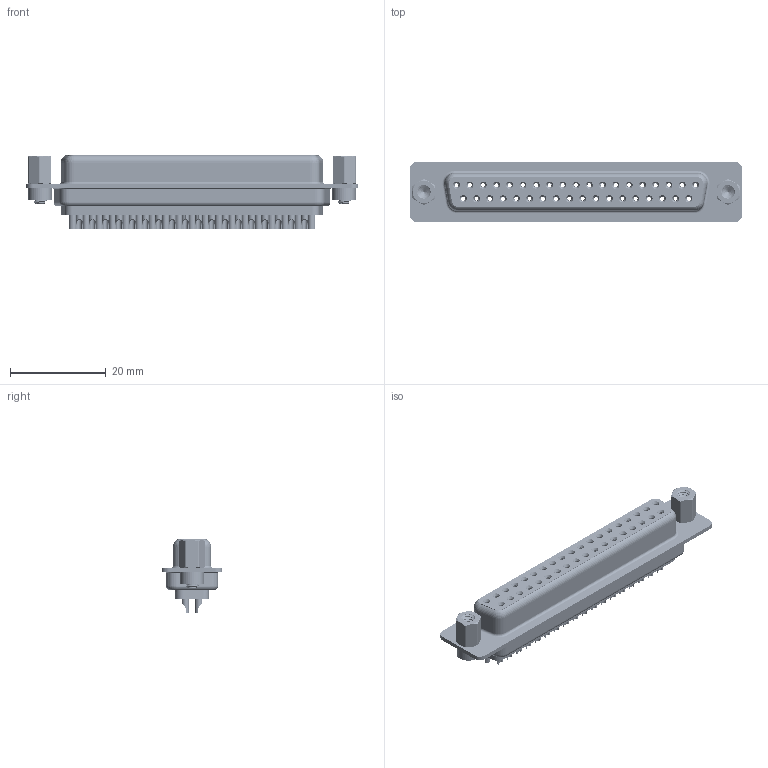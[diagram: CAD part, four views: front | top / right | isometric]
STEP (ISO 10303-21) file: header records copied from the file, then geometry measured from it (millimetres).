
FILE_DESCRIPTION (( 'STEP AP203' ), '1' );
FILE_NAME ('628-037-222-063.STEP', '2020-07-14T17:16:43', ( '' ), ( '' ), 'SwSTEP 2.0', 'SolidWorks 2020', '' );
FILE_SCHEMA (( 'CONFIG_CONTROL_DESIGN' ));
Length unit declared in the file: millimetre
Products named in the file (8): 628 Housing_37 LP; 628 4-40 Threaded Rivet; 628 4-40 Hex Standoff; 628 Contact Row 2_22L; 628 Shell Front_37 Contacts; 628 Contact Row 1_22L; 628 Shell Rear_37 Contacts; 628-037-222-063
Assembly tree (44 placements, depth 2):
  628-037-222-063
    628 Housing_37 LP
    628 Shell Front_37 Contacts
    628 Shell Rear_37 Contacts
    628 Contact Row 1_22L  x19
    628 Contact Row 2_22L  x18
    628 4-40 Threaded Rivet  x2
    628 4-40 Hex Standoff  x2
Bounding box: 69.3 x 12.6 x 15.35 mm (x, y, z)
Volume: 5598.8 mm3; surface area: 13486.6 mm2
Topology: 44 solids, 44 shells, 3694 faces, 9385 edges, 5901 vertices
Faces by surface type: cylinder 1132, plane 866, bspline 758, torus 723, cone 215
Entity records: 34857 total; most frequent: CARTESIAN_POINT 11029, DIRECTION 4865, ORIENTED_EDGE 4406, EDGE_CURVE 2203, AXIS2_PLACEMENT_3D 2044, VERTEX_POINT 1399, EDGE_LOOP 1150, CIRCLE 1106
